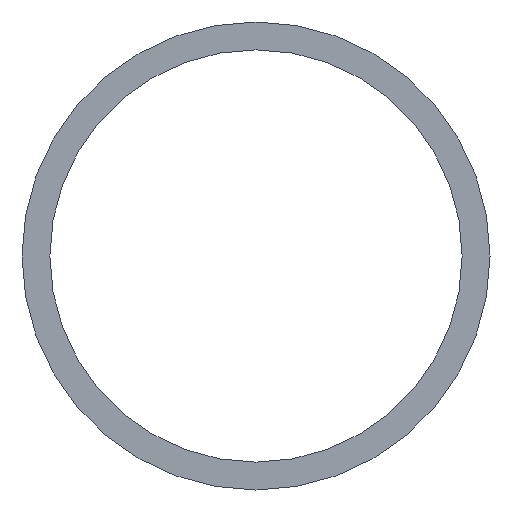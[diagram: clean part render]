
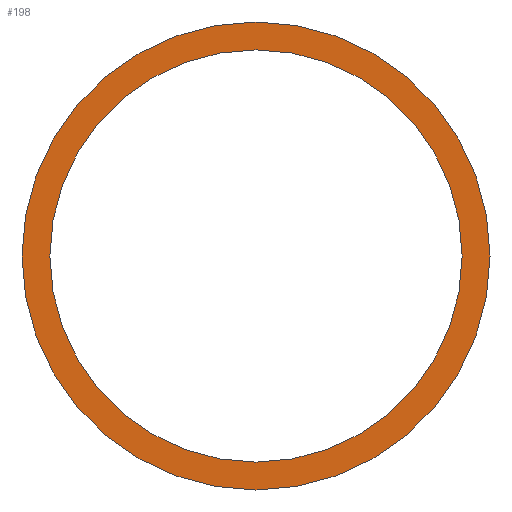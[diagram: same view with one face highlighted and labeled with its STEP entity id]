
A CAD part, left-side view. The second image highlights one B-rep face of the part: STEP entity #198.
In plain terms, the highlighted planar face has unit normal (-1, 0, 0).
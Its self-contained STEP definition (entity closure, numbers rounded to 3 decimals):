
#1 = AXIS2_PLACEMENT_3D ( 'NONE', #187, #38, #74 ) ;
#5 = CARTESIAN_POINT ( 'NONE',  ( -3.286, 0., 18.5 ) ) ;
#8 = FACE_BOUND ( 'NONE', #224, .T. ) ;
#11 = EDGE_LOOP ( 'NONE', ( #82, #238 ) ) ;
#21 = FACE_OUTER_BOUND ( 'NONE', #11, .T. ) ;
#22 = EDGE_CURVE ( 'NONE', #213, #40, #244, .T. ) ;
#34 = AXIS2_PLACEMENT_3D ( 'NONE', #93, #209, #125 ) ;
#35 = DIRECTION ( 'NONE',  ( -1., 0., 0. ) ) ;
#38 = DIRECTION ( 'NONE',  ( 1., 0., 0. ) ) ;
#40 = VERTEX_POINT ( 'NONE', #197 ) ;
#41 = AXIS2_PLACEMENT_3D ( 'NONE', #200, #177, #83 ) ;
#46 = CARTESIAN_POINT ( 'NONE',  ( -3.286, 0., 0. ) ) ;
#51 = CIRCLE ( 'NONE', #112, 18.5 ) ;
#59 = DIRECTION ( 'NONE',  ( 0., 0., 1. ) ) ;
#61 = DIRECTION ( 'NONE',  ( -1., 0., 0. ) ) ;
#74 = DIRECTION ( 'NONE',  ( 0., 0., -1. ) ) ;
#76 = VERTEX_POINT ( 'NONE', #117 ) ;
#82 = ORIENTED_EDGE ( 'NONE', *, *, #193, .T. ) ;
#83 = DIRECTION ( 'NONE',  ( 0., 0., 1. ) ) ;
#85 = CIRCLE ( 'NONE', #34, 21. ) ;
#87 = DIRECTION ( 'NONE',  ( 0., 0., 1. ) ) ;
#93 = CARTESIAN_POINT ( 'NONE',  ( -3.286, 0., 0. ) ) ;
#112 = AXIS2_PLACEMENT_3D ( 'NONE', #46, #35, #87 ) ;
#117 = CARTESIAN_POINT ( 'NONE',  ( -3.286, 0., -18.5 ) ) ;
#122 = EDGE_CURVE ( 'NONE', #174, #76, #51, .T. ) ;
#125 = DIRECTION ( 'NONE',  ( 0., 0., 1. ) ) ;
#133 = CIRCLE ( 'NONE', #202, 18.5 ) ;
#143 = ORIENTED_EDGE ( 'NONE', *, *, #122, .F. ) ;
#145 = PLANE ( 'NONE',  #1 ) ;
#151 = CARTESIAN_POINT ( 'NONE',  ( -3.286, 0., -21. ) ) ;
#156 = ORIENTED_EDGE ( 'NONE', *, *, #228, .F. ) ;
#174 = VERTEX_POINT ( 'NONE', #5 ) ;
#177 = DIRECTION ( 'NONE',  ( -1., 0., 0. ) ) ;
#187 = CARTESIAN_POINT ( 'NONE',  ( -3.286, 18.5, 0. ) ) ;
#193 = EDGE_CURVE ( 'NONE', #40, #213, #85, .T. ) ;
#197 = CARTESIAN_POINT ( 'NONE',  ( -3.286, 0., 21. ) ) ;
#198 = ADVANCED_FACE ( 'NONE', ( #8, #21 ), #145, .F. ) ;
#200 = CARTESIAN_POINT ( 'NONE',  ( -3.286, 0., 0. ) ) ;
#202 = AXIS2_PLACEMENT_3D ( 'NONE', #237, #61, #59 ) ;
#209 = DIRECTION ( 'NONE',  ( -1., 0., 0. ) ) ;
#213 = VERTEX_POINT ( 'NONE', #151 ) ;
#224 = EDGE_LOOP ( 'NONE', ( #143, #156 ) ) ;
#228 = EDGE_CURVE ( 'NONE', #76, #174, #133, .T. ) ;
#237 = CARTESIAN_POINT ( 'NONE',  ( -3.286, 0., 0. ) ) ;
#238 = ORIENTED_EDGE ( 'NONE', *, *, #22, .T. ) ;
#244 = CIRCLE ( 'NONE', #41, 21. ) ;
